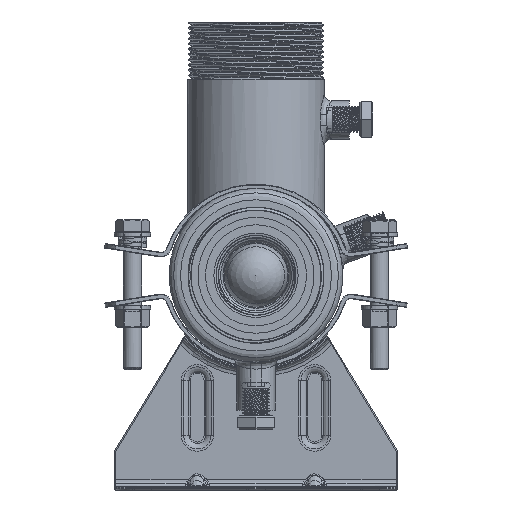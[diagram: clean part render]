
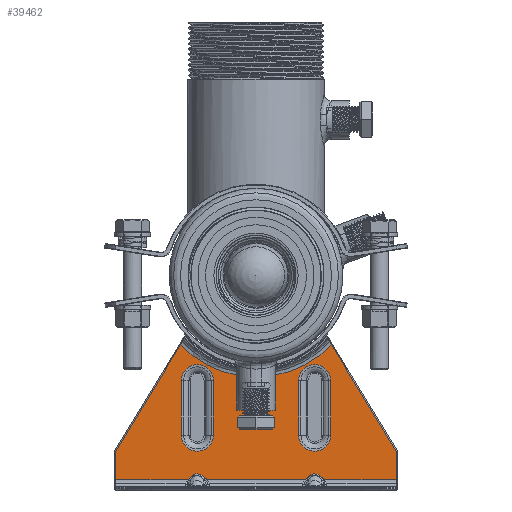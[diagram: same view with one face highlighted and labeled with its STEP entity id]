
A CAD part, left-side view. The second image highlights one B-rep face of the part: STEP entity #39462.
In plain terms, the highlighted face is planar.
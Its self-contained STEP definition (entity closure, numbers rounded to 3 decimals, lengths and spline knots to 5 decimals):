
#1220=ELLIPSE('',#42283,0.00707,0.005);
#1221=ELLIPSE('',#42284,0.00707,0.005);
#2503=LINE('',#91136,#3885);
#2504=LINE('',#91139,#3886);
#2505=LINE('',#91143,#3887);
#2506=LINE('',#91145,#3888);
#2507=LINE('',#91147,#3889);
#2508=LINE('',#91149,#3890);
#2509=LINE('',#91153,#3891);
#2510=LINE('',#91155,#3892);
#2511=LINE('',#91157,#3893);
#2512=LINE('',#91161,#3894);
#2513=LINE('',#91163,#3895);
#2514=LINE('',#91164,#3896);
#2515=LINE('',#91169,#3897);
#2516=LINE('',#91172,#3898);
#2517=LINE('',#91177,#3899);
#3885=VECTOR('',#48399,1.);
#3886=VECTOR('',#48400,1.);
#3887=VECTOR('',#48403,1.);
#3888=VECTOR('',#48404,1.);
#3889=VECTOR('',#48405,1.);
#3890=VECTOR('',#48406,1.);
#3891=VECTOR('',#48409,1.);
#3892=VECTOR('',#48410,1.);
#3893=VECTOR('',#48411,1.);
#3894=VECTOR('',#48414,1.);
#3895=VECTOR('',#48415,1.);
#3896=VECTOR('',#48416,1.);
#3897=VECTOR('',#48419,1.);
#3898=VECTOR('',#48422,1.);
#3899=VECTOR('',#48425,1.);
#5393=PLANE('',#42281);
#19745=ORIENTED_EDGE('',*,*,#26280,.T.);
#19746=ORIENTED_EDGE('',*,*,#26281,.T.);
#19747=ORIENTED_EDGE('',*,*,#26282,.T.);
#19748=ORIENTED_EDGE('',*,*,#26283,.T.);
#19749=ORIENTED_EDGE('',*,*,#26284,.T.);
#19750=ORIENTED_EDGE('',*,*,#26285,.T.);
#19751=ORIENTED_EDGE('',*,*,#26286,.T.);
#19752=ORIENTED_EDGE('',*,*,#26287,.T.);
#19753=ORIENTED_EDGE('',*,*,#26288,.T.);
#19754=ORIENTED_EDGE('',*,*,#26289,.T.);
#19755=ORIENTED_EDGE('',*,*,#26290,.T.);
#19756=ORIENTED_EDGE('',*,*,#26291,.T.);
#19757=ORIENTED_EDGE('',*,*,#26292,.T.);
#19758=ORIENTED_EDGE('',*,*,#26293,.T.);
#19759=ORIENTED_EDGE('',*,*,#26294,.T.);
#19760=ORIENTED_EDGE('',*,*,#26295,.T.);
#19761=ORIENTED_EDGE('',*,*,#26296,.T.);
#19762=ORIENTED_EDGE('',*,*,#26297,.T.);
#19763=ORIENTED_EDGE('',*,*,#26298,.T.);
#19764=ORIENTED_EDGE('',*,*,#26299,.T.);
#19765=ORIENTED_EDGE('',*,*,#26300,.T.);
#19766=ORIENTED_EDGE('',*,*,#26301,.T.);
#26280=EDGE_CURVE('',#30482,#30483,#2503,.T.);
#26281=EDGE_CURVE('',#30483,#30484,#2504,.T.);
#26282=EDGE_CURVE('',#30484,#30485,#31411,.F.);
#26283=EDGE_CURVE('',#30485,#30486,#2505,.F.);
#26284=EDGE_CURVE('',#30486,#30487,#2506,.F.);
#26285=EDGE_CURVE('',#30487,#30488,#2507,.T.);
#26286=EDGE_CURVE('',#30488,#30489,#2508,.T.);
#26287=EDGE_CURVE('',#30489,#30490,#1220,.F.);
#26288=EDGE_CURVE('',#30490,#30491,#2509,.T.);
#26289=EDGE_CURVE('',#30491,#30492,#2510,.T.);
#26290=EDGE_CURVE('',#30492,#30493,#2511,.F.);
#26291=EDGE_CURVE('',#30493,#30494,#1221,.F.);
#26292=EDGE_CURVE('',#30494,#30495,#2512,.F.);
#26293=EDGE_CURVE('',#30495,#30482,#2513,.T.);
#26294=EDGE_CURVE('',#30496,#30497,#2514,.F.);
#26295=EDGE_CURVE('',#30497,#30498,#31412,.F.);
#26296=EDGE_CURVE('',#30498,#30499,#2515,.T.);
#26297=EDGE_CURVE('',#30499,#30496,#31413,.F.);
#26298=EDGE_CURVE('',#30500,#30501,#2516,.F.);
#26299=EDGE_CURVE('',#30501,#30502,#31414,.F.);
#26300=EDGE_CURVE('',#30502,#30503,#2517,.T.);
#26301=EDGE_CURVE('',#30503,#30500,#31415,.F.);
#30482=VERTEX_POINT('',#91137);
#30483=VERTEX_POINT('',#91138);
#30484=VERTEX_POINT('',#91140);
#30485=VERTEX_POINT('',#91142);
#30486=VERTEX_POINT('',#91144);
#30487=VERTEX_POINT('',#91146);
#30488=VERTEX_POINT('',#91148);
#30489=VERTEX_POINT('',#91150);
#30490=VERTEX_POINT('',#91152);
#30491=VERTEX_POINT('',#91154);
#30492=VERTEX_POINT('',#91156);
#30493=VERTEX_POINT('',#91158);
#30494=VERTEX_POINT('',#91160);
#30495=VERTEX_POINT('',#91162);
#30496=VERTEX_POINT('',#91165);
#30497=VERTEX_POINT('',#91166);
#30498=VERTEX_POINT('',#91168);
#30499=VERTEX_POINT('',#91170);
#30500=VERTEX_POINT('',#91173);
#30501=VERTEX_POINT('',#91174);
#30502=VERTEX_POINT('',#91176);
#30503=VERTEX_POINT('',#91178);
#31411=CIRCLE('',#42282,0.04584);
#31412=CIRCLE('',#42285,0.007);
#31413=CIRCLE('',#42286,0.007);
#31414=CIRCLE('',#42287,0.007);
#31415=CIRCLE('',#42288,0.007);
#34016=EDGE_LOOP('',(#19745,#19746,#19747,#19748,#19749,#19750,#19751,#19752,
#19753,#19754,#19755,#19756,#19757,#19758));
#34017=EDGE_LOOP('',(#19759,#19760,#19761,#19762));
#34018=EDGE_LOOP('',(#19763,#19764,#19765,#19766));
#36677=FACE_BOUND('',#34016,.T.);
#36678=FACE_BOUND('',#34017,.T.);
#36679=FACE_BOUND('',#34018,.T.);
#39462=ADVANCED_FACE('',(#36677,#36678,#36679),#5393,.T.);
#42281=AXIS2_PLACEMENT_3D('',#91135,#48397,#48398);
#42282=AXIS2_PLACEMENT_3D('',#91141,#48401,#48402);
#42283=AXIS2_PLACEMENT_3D('',#91151,#48407,#48408);
#42284=AXIS2_PLACEMENT_3D('',#91159,#48412,#48413);
#42285=AXIS2_PLACEMENT_3D('',#91167,#48417,#48418);
#42286=AXIS2_PLACEMENT_3D('',#91171,#48420,#48421);
#42287=AXIS2_PLACEMENT_3D('',#91175,#48423,#48424);
#42288=AXIS2_PLACEMENT_3D('',#91179,#48426,#48427);
#48397=DIRECTION('',(0.,-1.,0.));
#48398=DIRECTION('',(1.,0.,0.));
#48399=DIRECTION('',(0.,0.,1.));
#48400=DIRECTION('',(-0.52,0.,0.854));
#48401=DIRECTION('',(0.,-1.,0.));
#48402=DIRECTION('',(0.,0.,-1.));
#48403=DIRECTION('',(0.52,0.,0.854));
#48404=DIRECTION('',(0.,0.,1.));
#48405=DIRECTION('',(1.,0.,0.));
#48406=DIRECTION('',(0.577,0.,0.816));
#48407=DIRECTION('',(0.,-1.,0.));
#48408=DIRECTION('',(0.,0.,-1.));
#48409=DIRECTION('',(0.577,0.,-0.816));
#48410=DIRECTION('',(1.,0.,0.));
#48411=DIRECTION('',(-0.577,0.,-0.816));
#48412=DIRECTION('',(0.,-1.,0.));
#48413=DIRECTION('',(0.,0.,-1.));
#48414=DIRECTION('',(-0.577,0.,0.816));
#48415=DIRECTION('',(1.,0.,0.));
#48416=DIRECTION('',(0.,0.,-1.));
#48417=DIRECTION('',(0.,-1.,0.));
#48418=DIRECTION('',(0.,0.,-1.));
#48419=DIRECTION('',(0.,0.,-1.));
#48420=DIRECTION('',(0.,-1.,0.));
#48421=DIRECTION('',(0.,0.,-1.));
#48422=DIRECTION('',(0.,0.,-1.));
#48423=DIRECTION('',(0.,-1.,0.));
#48424=DIRECTION('',(0.,0.,-1.));
#48425=DIRECTION('',(0.,0.,-1.));
#48426=DIRECTION('',(0.,-1.,0.));
#48427=DIRECTION('',(0.,0.,-1.));
#91135=CARTESIAN_POINT('',(0.00007,-0.0015,0.05347));
#91136=CARTESIAN_POINT('',(0.0615,-0.0015,0.01702));
#91137=CARTESIAN_POINT('',(0.0615,-0.0015,0.0045));
#91138=CARTESIAN_POINT('',(0.0615,-0.0015,0.01688));
#91139=CARTESIAN_POINT('',(0.03301,-0.0015,0.06372));
#91140=CARTESIAN_POINT('',(0.03308,-0.0015,0.0636));
#91141=CARTESIAN_POINT('',(0.,-0.0015,0.09534));
#91142=CARTESIAN_POINT('',(-0.03308,-0.0015,0.0636));
#91143=CARTESIAN_POINT('',(-0.02862,-0.0015,0.07093));
#91144=CARTESIAN_POINT('',(-0.0615,-0.0015,0.01688));
#91145=CARTESIAN_POINT('',(-0.0615,-0.0015,0.05347));
#91146=CARTESIAN_POINT('',(-0.0615,-0.0015,0.0045));
#91147=CARTESIAN_POINT('',(0.00007,-0.0015,0.0045));
#91148=CARTESIAN_POINT('',(-0.02965,-0.0015,0.0045));
#91149=CARTESIAN_POINT('',(-0.02902,-0.0015,0.00539));
#91150=CARTESIAN_POINT('',(-0.02925,-0.0015,0.00506));
#91151=CARTESIAN_POINT('',(-0.02572,-0.0015,0.00006));
#91152=CARTESIAN_POINT('',(-0.02218,-0.0015,0.00506));
#91153=CARTESIAN_POINT('',(-0.0199,-0.0015,0.00183));
#91154=CARTESIAN_POINT('',(-0.02179,-0.0015,0.0045));
#91155=CARTESIAN_POINT('',(0.00007,-0.0015,0.0045));
#91156=CARTESIAN_POINT('',(0.02179,-0.0015,0.0045));
#91157=CARTESIAN_POINT('',(0.03764,-0.0015,0.02691));
#91158=CARTESIAN_POINT('',(0.02218,-0.0015,0.00506));
#91159=CARTESIAN_POINT('',(0.02572,-0.0015,0.00006));
#91160=CARTESIAN_POINT('',(0.02925,-0.0015,0.00506));
#91161=CARTESIAN_POINT('',(-0.0033,-0.0015,0.05109));
#91162=CARTESIAN_POINT('',(0.02965,-0.0015,0.0045));
#91163=CARTESIAN_POINT('',(0.00007,-0.0015,0.0045));
#91164=CARTESIAN_POINT('',(0.01872,-0.0015,0.04799));
#91165=CARTESIAN_POINT('',(0.01872,-0.0015,0.02399));
#91166=CARTESIAN_POINT('',(0.01872,-0.0015,0.04799));
#91167=CARTESIAN_POINT('',(0.02572,-0.0015,0.04799));
#91168=CARTESIAN_POINT('',(0.03272,-0.0015,0.04799));
#91169=CARTESIAN_POINT('',(0.03272,-0.0015,0.05347));
#91170=CARTESIAN_POINT('',(0.03272,-0.0015,0.02399));
#91171=CARTESIAN_POINT('',(0.02572,-0.0015,0.02399));
#91172=CARTESIAN_POINT('',(-0.03272,-0.0015,0.04799));
#91173=CARTESIAN_POINT('',(-0.03272,-0.0015,0.02399));
#91174=CARTESIAN_POINT('',(-0.03272,-0.0015,0.04799));
#91175=CARTESIAN_POINT('',(-0.02572,-0.0015,0.04799));
#91176=CARTESIAN_POINT('',(-0.01872,-0.0015,0.04799));
#91177=CARTESIAN_POINT('',(-0.01872,-0.0015,0.05347));
#91178=CARTESIAN_POINT('',(-0.01872,-0.0015,0.02399));
#91179=CARTESIAN_POINT('',(-0.02572,-0.0015,0.02399));
